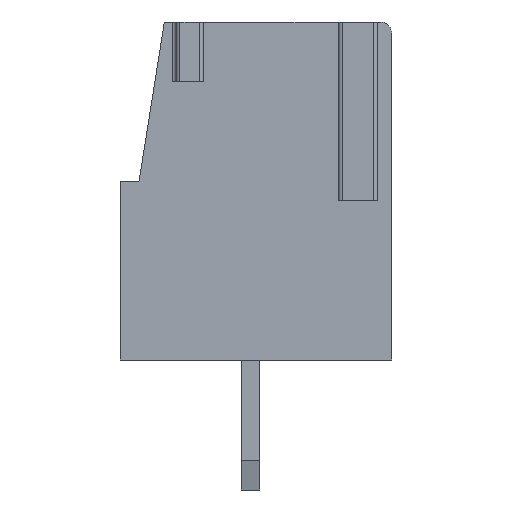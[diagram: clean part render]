
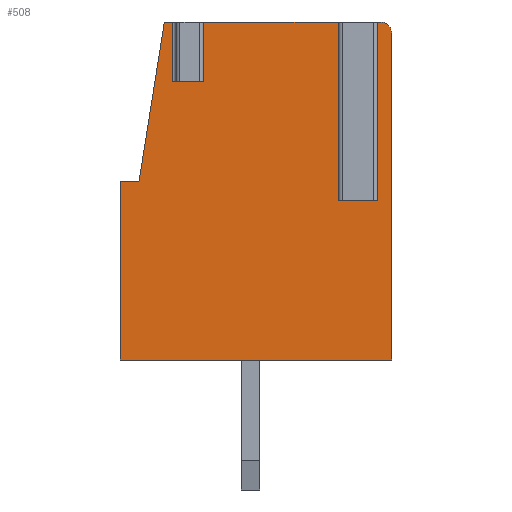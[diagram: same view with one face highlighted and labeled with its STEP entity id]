
A CAD part, left-side view. The second image highlights one B-rep face of the part: STEP entity #508.
In plain terms, the highlighted planar face has unit normal (-1, 0, 0).
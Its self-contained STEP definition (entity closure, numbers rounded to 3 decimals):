
#508 = ADVANCED_FACE( '', ( #1014 ), #1015, .F. );
#1014 = FACE_OUTER_BOUND( '', #1535, .T. );
#1015 = PLANE( '', #1536 );
#1535 = EDGE_LOOP( '', ( #2938, #2939, #2940, #2941, #2942, #2943, #2944, #2945, #2946, #2947, #2948, #2949, #2950, #2951, #2952 ) );
#1536 = AXIS2_PLACEMENT_3D( '', #2953, #2954, #2955 );
#2938 = ORIENTED_EDGE( '', *, *, #3896, .F. );
#2939 = ORIENTED_EDGE( '', *, *, #3441, .F. );
#2940 = ORIENTED_EDGE( '', *, *, #3471, .F. );
#2941 = ORIENTED_EDGE( '', *, *, #3842, .F. );
#2942 = ORIENTED_EDGE( '', *, *, #3897, .F. );
#2943 = ORIENTED_EDGE( '', *, *, #3881, .F. );
#2944 = ORIENTED_EDGE( '', *, *, #3796, .F. );
#2945 = ORIENTED_EDGE( '', *, *, #3838, .F. );
#2946 = ORIENTED_EDGE( '', *, *, #3898, .T. );
#2947 = ORIENTED_EDGE( '', *, *, #3744, .T. );
#2948 = ORIENTED_EDGE( '', *, *, #3855, .T. );
#2949 = ORIENTED_EDGE( '', *, *, #3372, .T. );
#2950 = ORIENTED_EDGE( '', *, *, #3663, .T. );
#2951 = ORIENTED_EDGE( '', *, *, #3879, .T. );
#2952 = ORIENTED_EDGE( '', *, *, #3835, .F. );
#2953 = CARTESIAN_POINT( '', ( -1.905, -8.03, 0. ) );
#2954 = DIRECTION( '', ( 1., 0., 0. ) );
#2955 = DIRECTION( '', ( 0., 0., 1. ) );
#3372 = EDGE_CURVE( '', #4081, #4079, #4082, .T. );
#3441 = EDGE_CURVE( '', #4196, #4197, #4198, .T. );
#3471 = EDGE_CURVE( '', #4246, #4196, #4248, .T. );
#3663 = EDGE_CURVE( '', #4079, #4553, #4555, .T. );
#3744 = EDGE_CURVE( '', #4671, #4673, #4675, .T. );
#3796 = EDGE_CURVE( '', #4740, #4742, #4743, .T. );
#3835 = EDGE_CURVE( '', #4790, #4792, #4793, .T. );
#3838 = EDGE_CURVE( '', #4795, #4740, #4797, .T. );
#3842 = EDGE_CURVE( '', #4801, #4246, #4803, .T. );
#3855 = EDGE_CURVE( '', #4673, #4081, #4817, .T. );
#3879 = EDGE_CURVE( '', #4553, #4792, #4844, .T. );
#3881 = EDGE_CURVE( '', #4742, #4846, #4847, .T. );
#3896 = EDGE_CURVE( '', #4197, #4790, #4863, .T. );
#3897 = EDGE_CURVE( '', #4846, #4801, #4864, .T. );
#3898 = EDGE_CURVE( '', #4795, #4671, #4865, .T. );
#4079 = VERTEX_POINT( '', #5096 );
#4081 = VERTEX_POINT( '', #5099 );
#4082 = LINE( '', #5100, #5101 );
#4196 = VERTEX_POINT( '', #5268 );
#4197 = VERTEX_POINT( '', #5269 );
#4198 = LINE( '', #5270, #5271 );
#4246 = VERTEX_POINT( '', #5338 );
#4248 = LINE( '', #5340, #5341 );
#4553 = VERTEX_POINT( '', #5780 );
#4555 = LINE( '', #5783, #5784 );
#4671 = VERTEX_POINT( '', #5958 );
#4673 = VERTEX_POINT( '', #5961 );
#4675 = LINE( '', #5964, #5965 );
#4740 = VERTEX_POINT( '', #6062 );
#4742 = VERTEX_POINT( '', #6064 );
#4743 = LINE( '', #6065, #6066 );
#4790 = VERTEX_POINT( '', #6137 );
#4792 = VERTEX_POINT( '', #6139 );
#4793 = LINE( '', #6140, #6141 );
#4795 = VERTEX_POINT( '', #6144 );
#4797 = LINE( '', #6147, #6148 );
#4801 = VERTEX_POINT( '', #6153 );
#4803 = LINE( '', #6155, #6156 );
#4817 = LINE( '', #6177, #6178 );
#4844 = CIRCLE( '', #6218, 0.3 );
#4846 = VERTEX_POINT( '', #6220 );
#4847 = LINE( '', #6221, #6222 );
#4863 = LINE( '', #6243, #6244 );
#4864 = LINE( '', #6245, #6246 );
#4865 = LINE( '', #6247, #6248 );
#5096 = CARTESIAN_POINT( '', ( -1.905, -7.3, 0. ) );
#5099 = CARTESIAN_POINT( '', ( -1.905, 0., 0. ) );
#5100 = CARTESIAN_POINT( '', ( -1.905, -3.5, 0. ) );
#5101 = VECTOR( '', #6393, 1000. );
#5268 = CARTESIAN_POINT( '', ( -1.905, -5.973, 4.3 ) );
#5269 = CARTESIAN_POINT( '', ( -1.905, -6.827, 4.3 ) );
#5270 = CARTESIAN_POINT( '', ( -1.905, -3.5, 4.3 ) );
#5271 = VECTOR( '', #6453, 1000. );
#5338 = CARTESIAN_POINT( '', ( -1.905, -5.973, 9.1 ) );
#5340 = CARTESIAN_POINT( '', ( -1.905, -5.973, 0. ) );
#5341 = VECTOR( '', #6488, 1000. );
#5780 = CARTESIAN_POINT( '', ( -1.905, -7.3, 8.8 ) );
#5783 = CARTESIAN_POINT( '', ( -1.905, -7.3, 0. ) );
#5784 = VECTOR( '', #6672, 1000. );
#5958 = CARTESIAN_POINT( '', ( -1.905, -0.5, 4.8 ) );
#5961 = CARTESIAN_POINT( '', ( -1.905, 0., 4.8 ) );
#5964 = CARTESIAN_POINT( '', ( -1.905, -3.5, 4.8 ) );
#5965 = VECTOR( '', #6745, 1000. );
#6062 = CARTESIAN_POINT( '', ( -1.905, -1.4, 9.1 ) );
#6064 = CARTESIAN_POINT( '', ( -1.905, -1.4, 7.5 ) );
#6065 = CARTESIAN_POINT( '', ( -1.905, -1.4, 0. ) );
#6066 = VECTOR( '', #6799, 1000. );
#6137 = CARTESIAN_POINT( '', ( -1.905, -6.827, 9.1 ) );
#6139 = CARTESIAN_POINT( '', ( -1.905, -7., 9.1 ) );
#6140 = CARTESIAN_POINT( '', ( -1.905, -3.5, 9.1 ) );
#6141 = VECTOR( '', #6836, 1000. );
#6144 = CARTESIAN_POINT( '', ( -1.905, -1.181, 9.1 ) );
#6147 = CARTESIAN_POINT( '', ( -1.905, -3.5, 9.1 ) );
#6148 = VECTOR( '', #6839, 1000. );
#6153 = CARTESIAN_POINT( '', ( -1.905, -2.127, 9.1 ) );
#6155 = CARTESIAN_POINT( '', ( -1.905, -3.5, 9.1 ) );
#6156 = VECTOR( '', #6847, 1000. );
#6177 = CARTESIAN_POINT( '', ( -1.905, 0., 0. ) );
#6178 = VECTOR( '', #6855, 1000. );
#6218 = AXIS2_PLACEMENT_3D( '', #6872, #6873, #6874 );
#6220 = CARTESIAN_POINT( '', ( -1.905, -2.127, 7.5 ) );
#6221 = CARTESIAN_POINT( '', ( -1.905, -3.5, 7.5 ) );
#6222 = VECTOR( '', #6875, 1000. );
#6243 = CARTESIAN_POINT( '', ( -1.905, -6.827, 0. ) );
#6244 = VECTOR( '', #6887, 1000. );
#6245 = CARTESIAN_POINT( '', ( -1.905, -2.127, 0. ) );
#6246 = VECTOR( '', #6888, 1000. );
#6247 = CARTESIAN_POINT( '', ( -1.905, 0.26, 0. ) );
#6248 = VECTOR( '', #6889, 1000. );
#6393 = DIRECTION( '', ( 0., -1., 0. ) );
#6453 = DIRECTION( '', ( 0., -1., 0. ) );
#6488 = DIRECTION( '', ( 0., 0., -1. ) );
#6672 = DIRECTION( '', ( 0., 0., 1. ) );
#6745 = DIRECTION( '', ( 0., 1., 0. ) );
#6799 = DIRECTION( '', ( 0., 0., -1. ) );
#6836 = DIRECTION( '', ( 0., -1., 0. ) );
#6839 = DIRECTION( '', ( 0., -1., 0. ) );
#6847 = DIRECTION( '', ( 0., -1., 0. ) );
#6855 = DIRECTION( '', ( 0., 0., -1. ) );
#6872 = CARTESIAN_POINT( '', ( -1.905, -7., 8.8 ) );
#6873 = DIRECTION( '', ( -1., 0., 0. ) );
#6874 = DIRECTION( '', ( 0., 1., 0. ) );
#6875 = DIRECTION( '', ( 0., -1., 0. ) );
#6887 = DIRECTION( '', ( 0., 0., 1. ) );
#6888 = DIRECTION( '', ( 0., 0., 1. ) );
#6889 = DIRECTION( '', ( 0., 0.156, -0.988 ) );
